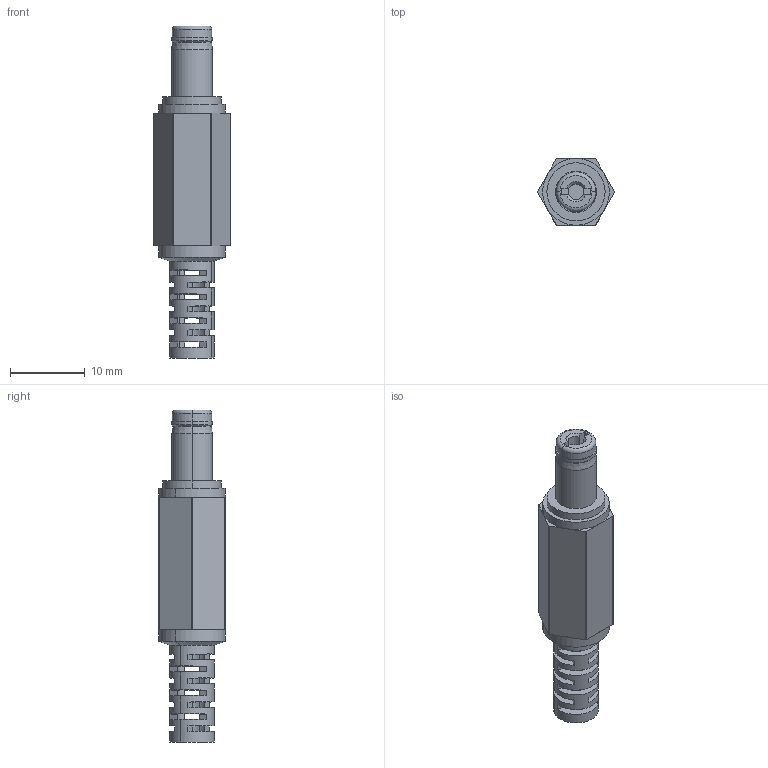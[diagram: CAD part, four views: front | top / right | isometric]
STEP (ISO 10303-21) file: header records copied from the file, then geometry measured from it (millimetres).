
FILE_DESCRIPTION (( 'STEP AP203' ), '1' );
FILE_NAME ('KLDX-PA-0202-A.STEP', '2018-10-15T20:11:57', ( '' ), ( '' ), 'SwSTEP 2.0', 'SolidWorks 2018', '' );
FILE_SCHEMA (( 'CONFIG_CONTROL_DESIGN' ));
Length unit declared in the file: millimetre
Products named in the file (3): KLDX-PA-0202-x_KLDX-PA-0202-A_A; KLDX-PA-0202-A; KLDX-PA-0202-x strain relief
Assembly tree (2 placements, depth 2):
  KLDX-PA-0202-A
    KLDX-PA-0202-x_KLDX-PA-0202-A_A
    KLDX-PA-0202-x strain relief
Bounding box: 10.3 x 9 x 44.5 mm (x, y, z)
Volume: 1457.1 mm3; surface area: 2281.9 mm2
Topology: 2 solids, 2 shells, 190 faces, 531 edges, 346 vertices
Faces by surface type: plane 111, cylinder 63, cone 12, torus 2, bspline 2
Entity records: 7127 total; most frequent: CARTESIAN_POINT 2116, ORIENTED_EDGE 1062, DIRECTION 916, EDGE_CURVE 531, VERTEX_POINT 346, AXIS2_PLACEMENT_3D 311, LINE 294, VECTOR 294
